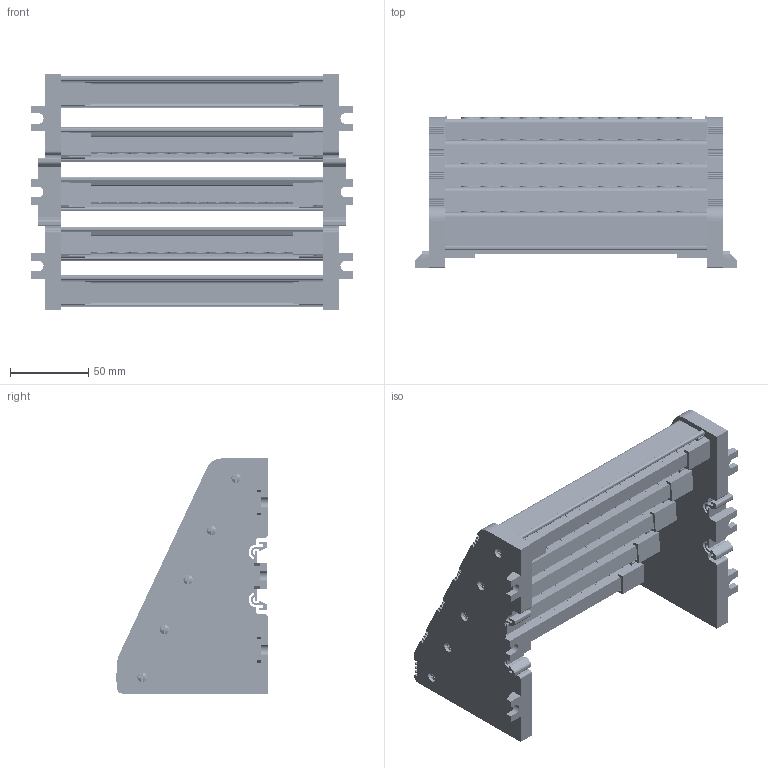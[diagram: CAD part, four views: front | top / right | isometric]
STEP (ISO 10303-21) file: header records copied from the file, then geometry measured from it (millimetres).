
FILE_DESCRIPTION (( 'STEP AP203' ), '1' );
FILE_NAME ('10x15 Beþ Kutuplu Daðýtýcý Ünite - 12 Delikli.STEP', '2019-01-22T13:22:32', ( '' ), ( '' ), 'SwSTEP 2.0', 'SolidWorks 2011', '' );
FILE_SCHEMA (( 'CONFIG_CONTROL_DESIGN' ));
Products named in the file (1): 10x15 Beþ Kutuplu Daðýtýcý Ünite - 12 Delikli
Bounding box: 205 x 96.66 x 150 mm (x, y, z)
Volume: 396491.7 mm3; surface area: 213033.5 mm2
Topology: 1 solids, 15 shells, 5270 faces, 14311 edges, 9261 vertices
Faces by surface type: plane 2560, cylinder 1379, bspline 911, cone 420
Entity records: 185460 total; most frequent: CARTESIAN_POINT 55786, ORIENTED_EDGE 28592, DIRECTION 25674, EDGE_CURVE 14296, VERTEX_POINT 9261, AXIS2_PLACEMENT_3D 8873, LINE 7928, VECTOR 7928
